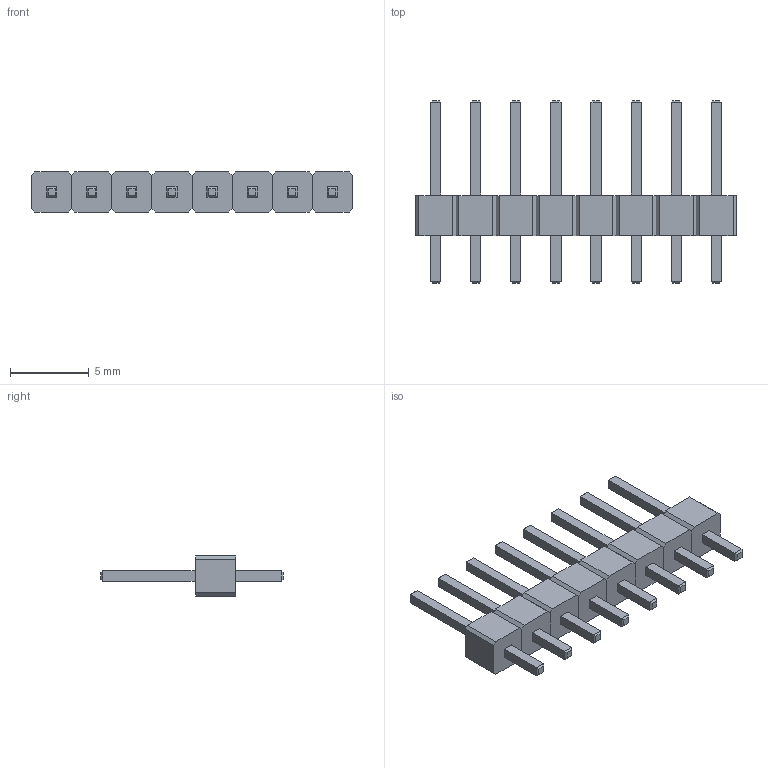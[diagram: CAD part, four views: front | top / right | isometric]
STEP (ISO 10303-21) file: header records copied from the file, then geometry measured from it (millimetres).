
FILE_DESCRIPTION (( 'STEP AP214' ), '1' );
FILE_NAME ('User Library-PLS-08.STEP', '2018-06-30T21:35:49', ( '' ), ( '' ), 'SwSTEP 2.0', 'SolidWorks 2018', '' );
FILE_SCHEMA (( 'AUTOMOTIVE_DESIGN' ));
Length unit declared in the file: millimetre
Products named in the file (1): User Library-PLS-08
Bounding box: 20.32 x 11.54 x 2.54 mm (x, y, z)
Volume: 158.8 mm3; surface area: 584.6 mm2
Topology: 16 solids, 16 shells, 224 faces, 512 edges, 320 vertices
Faces by surface type: plane 224
Entity records: 8661 total; most frequent: CARTESIAN_POINT 1057, ORIENTED_EDGE 1024, DIRECTION 962, LINE 512, EDGE_CURVE 512, VECTOR 512, VERTEX_POINT 320, EDGE_LOOP 240
